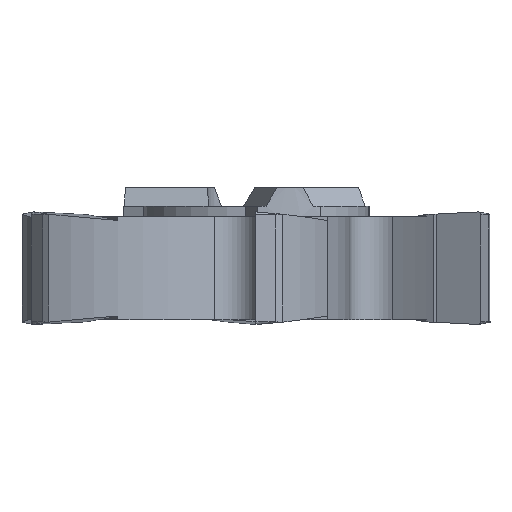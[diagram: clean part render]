
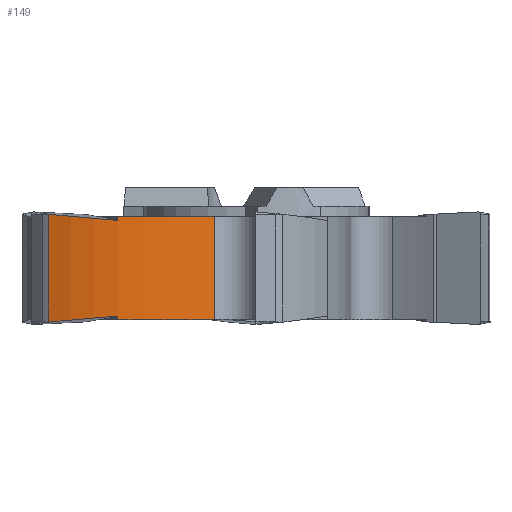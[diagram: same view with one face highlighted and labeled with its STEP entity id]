
A CAD part, left-side view. The second image highlights one B-rep face of the part: STEP entity #149.
In plain terms, the highlighted cylindrical face has radius 10 mm (diameter 20 mm), a partial arc.
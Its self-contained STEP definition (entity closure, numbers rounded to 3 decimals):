
#149=ADVANCED_FACE('',(#309),#274,.T.);
#274=CYLINDRICAL_SURFACE('',#2387,10.);
#309=FACE_OUTER_BOUND('',#432,.T.);
#432=EDGE_LOOP('',(#856,#857,#858,#859,#860,#861,#862,#863));
#562=LINE('',#3163,#707);
#563=LINE('',#3167,#708);
#564=LINE('',#3174,#709);
#565=LINE('',#3190,#710);
#707=VECTOR('',#2581,1.);
#708=VECTOR('',#2584,1.);
#709=VECTOR('',#2585,1.);
#710=VECTOR('',#2586,1.);
#856=ORIENTED_EDGE('',*,*,#1794,.T.);
#857=ORIENTED_EDGE('',*,*,#1795,.T.);
#858=ORIENTED_EDGE('',*,*,#1796,.T.);
#859=ORIENTED_EDGE('',*,*,#1797,.F.);
#860=ORIENTED_EDGE('',*,*,#1798,.F.);
#861=ORIENTED_EDGE('',*,*,#1799,.F.);
#862=ORIENTED_EDGE('',*,*,#1800,.F.);
#863=ORIENTED_EDGE('',*,*,#1801,.F.);
#1562=VERTEX_POINT('',#3161);
#1563=VERTEX_POINT('',#3162);
#1564=VERTEX_POINT('',#3164);
#1565=VERTEX_POINT('',#3166);
#1566=VERTEX_POINT('',#3168);
#1567=VERTEX_POINT('',#3173);
#1568=VERTEX_POINT('',#3175);
#1569=VERTEX_POINT('',#3189);
#1794=EDGE_CURVE('',#1562,#1563,#2141,.T.);
#1795=EDGE_CURVE('',#1563,#1564,#562,.T.);
#1796=EDGE_CURVE('',#1564,#1565,#2142,.T.);
#1797=EDGE_CURVE('',#1566,#1565,#563,.T.);
#1798=EDGE_CURVE('',#1567,#1566,#2234,.T.);
#1799=EDGE_CURVE('',#1568,#1567,#564,.T.);
#1800=EDGE_CURVE('',#1569,#1568,#2235,.T.);
#1801=EDGE_CURVE('',#1562,#1569,#565,.T.);
#2141=CIRCLE('',#2385,10.);
#2142=CIRCLE('',#2386,10.);
#2234=B_SPLINE_CURVE_WITH_KNOTS('',3,(#3169,#3170,#3171,#3172),
 .UNSPECIFIED.,.F.,.F.,(4,4),(0.,1.),.UNSPECIFIED.);
#2235=B_SPLINE_CURVE_WITH_KNOTS('',3,(#3176,#3177,#3178,#3179,#3180,#3181,
#3182,#3183,#3184,#3185,#3186,#3187,#3188),.UNSPECIFIED.,.F.,.F.,(4,3,3,
3,4),(0.,0.032,0.476,0.921,1.),
 .UNSPECIFIED.);
#2385=AXIS2_PLACEMENT_3D('',#3160,#2579,#2580);
#2386=AXIS2_PLACEMENT_3D('',#3165,#2582,#2583);
#2387=AXIS2_PLACEMENT_3D('',#3191,#2587,#2588);
#2579=DIRECTION('',(0.,0.,1.));
#2580=DIRECTION('',(-1.,0.,0.));
#2581=DIRECTION('',(0.,0.,1.));
#2582=DIRECTION('',(0.,0.,-1.));
#2583=DIRECTION('',(1.,0.,0.));
#2584=DIRECTION('',(0.,0.,1.));
#2585=DIRECTION('',(0.,0.,1.));
#2586=DIRECTION('',(0.,0.,1.));
#2587=DIRECTION('',(0.,0.,1.));
#2588=DIRECTION('',(-1.,0.,0.));
#3160=CARTESIAN_POINT('',(1.37,7.627,-6.05));
#3161=CARTESIAN_POINT('',(-8.627,7.369,-6.05));
#3162=CARTESIAN_POINT('',(-7.038,2.214,-6.05));
#3163=CARTESIAN_POINT('',(-7.038,2.214,-6.4));
#3164=CARTESIAN_POINT('',(-7.038,2.214,-0.55));
#3165=CARTESIAN_POINT('',(1.37,7.627,-0.55));
#3166=CARTESIAN_POINT('',(-8.627,7.369,-0.55));
#3167=CARTESIAN_POINT('',(-8.627,7.369,0.65));
#3168=CARTESIAN_POINT('',(-8.627,7.369,-0.749));
#3169=CARTESIAN_POINT('',(-8.026,11.05,-0.424));
#3170=CARTESIAN_POINT('',(-8.454,9.875,-0.539));
#3171=CARTESIAN_POINT('',(-8.659,8.621,-0.65));
#3172=CARTESIAN_POINT('',(-8.627,7.369,-0.749));
#3173=CARTESIAN_POINT('',(-8.026,11.05,-0.424));
#3174=CARTESIAN_POINT('',(-8.026,11.05,-6.176));
#3175=CARTESIAN_POINT('',(-8.026,11.05,-6.176));
#3176=CARTESIAN_POINT('',(-8.627,7.369,-5.851));
#3177=CARTESIAN_POINT('',(-8.628,7.409,-5.854));
#3178=CARTESIAN_POINT('',(-8.628,7.45,-5.857));
#3179=CARTESIAN_POINT('',(-8.629,7.49,-5.861));
#3180=CARTESIAN_POINT('',(-8.637,8.045,-5.905));
#3181=CARTESIAN_POINT('',(-8.598,8.602,-5.951));
#3182=CARTESIAN_POINT('',(-8.513,9.151,-6.));
#3183=CARTESIAN_POINT('',(-8.429,9.699,-6.048));
#3184=CARTESIAN_POINT('',(-8.298,10.242,-6.098));
#3185=CARTESIAN_POINT('',(-8.124,10.769,-6.149));
#3186=CARTESIAN_POINT('',(-8.092,10.863,-6.158));
#3187=CARTESIAN_POINT('',(-8.06,10.956,-6.167));
#3188=CARTESIAN_POINT('',(-8.026,11.05,-6.176));
#3189=CARTESIAN_POINT('',(-8.627,7.369,-5.851));
#3190=CARTESIAN_POINT('',(-8.627,7.369,0.65));
#3191=CARTESIAN_POINT('',(1.37,7.627,-6.4));
